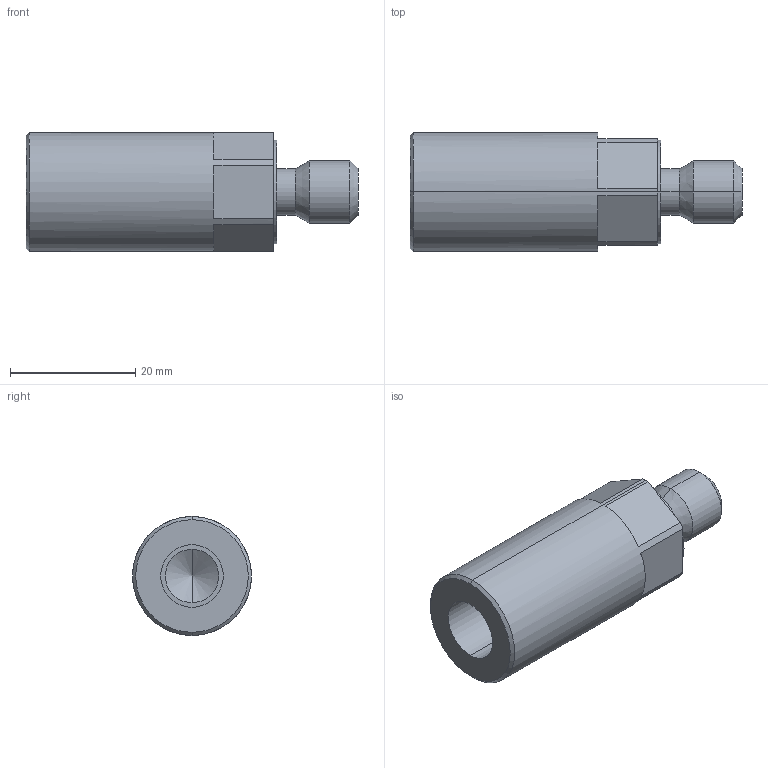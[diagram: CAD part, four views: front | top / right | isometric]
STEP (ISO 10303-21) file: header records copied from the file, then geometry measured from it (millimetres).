
FILE_DESCRIPTION (( 'STEP AP203' ), '1' );
FILE_NAME ('WDS-680-21040.step', '2012-04-10T07:12:25', ( 'sysAdmin' ), ( 'SolidWorks' ), 'SwSTEP 2.0', 'SolidWorks 2012', '' );
FILE_SCHEMA (( 'CONFIG_CONTROL_DESIGN' ));
Length unit declared in the file: millimetre
Products named in the file (1): WDS-680-21040
Bounding box: 53 x 19 x 19 mm (x, y, z)
Volume: 10261 mm3; surface area: 3941.2 mm2
Topology: 1 solids, 1 shells, 37 faces, 86 edges, 53 vertices
Faces by surface type: plane 17, cylinder 12, cone 8
Entity records: 1123 total; most frequent: DIRECTION 200, CARTESIAN_POINT 175, ORIENTED_EDGE 168, EDGE_CURVE 84, AXIS2_PLACEMENT_3D 78, VERTEX_POINT 53, VECTOR 44, LINE 44
